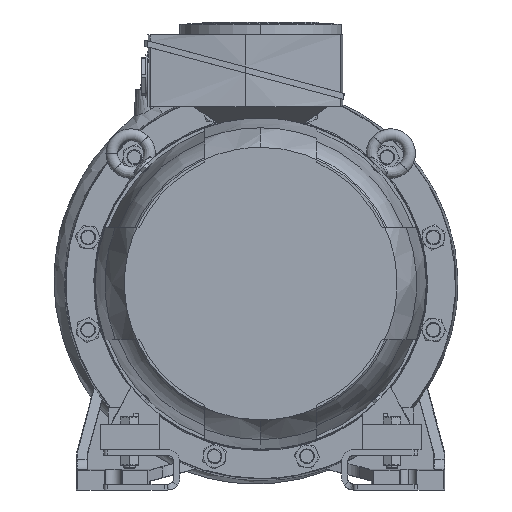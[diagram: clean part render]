
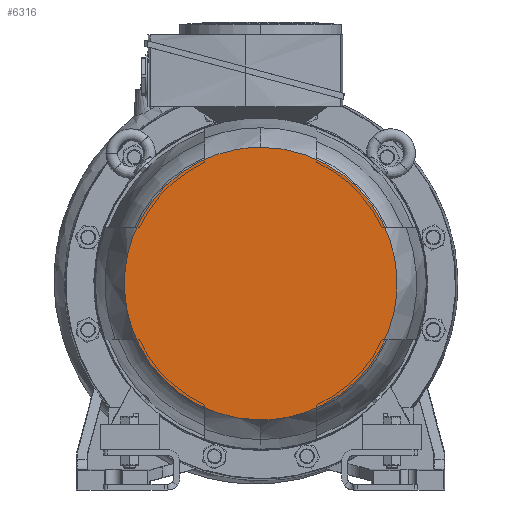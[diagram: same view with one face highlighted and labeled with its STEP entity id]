
A CAD part, left-side view. The second image highlights one B-rep face of the part: STEP entity #6316.
In plain terms, the highlighted planar face has unit normal (-1, 0, 0).
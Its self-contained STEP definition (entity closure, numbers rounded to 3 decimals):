
#6316 = ADVANCED_FACE ( 'NONE', ( #134529 ), #163433, .T. ) ;
#17371 = CARTESIAN_POINT ( 'NONE',  ( -997.798, -185., 185. ) ) ;
#23686 =( BOUNDED_CURVE ( )  B_SPLINE_CURVE ( 2, ( #135412, #177917, #26798, #111822, #149854 ),
 .UNSPECIFIED., .F., .T. ) 
 B_SPLINE_CURVE_WITH_KNOTS ( ( 3, 2, 3 ),
 ( 0., 0.289, 0.578 ),
 .UNSPECIFIED. ) 
 CURVE ( )  GEOMETRIC_REPRESENTATION_ITEM ( )  RATIONAL_B_SPLINE_CURVE ( ( 0.962, 0.68, 0.962, 0.68, 0.962 ) ) 
 REPRESENTATION_ITEM ( '' )  );
#26798 = CARTESIAN_POINT ( 'NONE',  ( -997.798, 185., 0. ) ) ;
#29167 = CARTESIAN_POINT ( 'NONE',  ( -997.798, -185., 0. ) ) ;
#31849 = CARTESIAN_POINT ( 'NONE',  ( -997.798, 0., -185. ) ) ;
#34092 = CARTESIAN_POINT ( 'NONE',  ( -997.798, 0., 185. ) ) ;
#40395 = DIRECTION ( 'NONE',  ( 0., 0., 1. ) ) ;
#53235 = CARTESIAN_POINT ( 'NONE',  ( -997.798, 0., -185. ) ) ;
#54345 = EDGE_CURVE ( 'NONE', #130910, #79274, #70762, .T. ) ;
#59858 = CARTESIAN_POINT ( 'NONE',  ( -997.798, -185., -185. ) ) ;
#70762 =( BOUNDED_CURVE ( )  B_SPLINE_CURVE ( 2, ( #140433, #17371, #29167, #59858, #31849 ),
 .UNSPECIFIED., .F., .F. ) 
 B_SPLINE_CURVE_WITH_KNOTS ( ( 3, 2, 3 ),
 ( 0., 0.289, 0.578 ),
 .UNSPECIFIED. ) 
 CURVE ( )  GEOMETRIC_REPRESENTATION_ITEM ( )  RATIONAL_B_SPLINE_CURVE ( ( 0.962, 0.68, 0.962, 0.68, 0.962 ) ) 
 REPRESENTATION_ITEM ( '' )  );
#79274 = VERTEX_POINT ( 'NONE', #53235 ) ;
#93511 = EDGE_LOOP ( 'NONE', ( #149815, #111389 ) ) ;
#111389 = ORIENTED_EDGE ( 'NONE', *, *, #54345, .F. ) ;
#111822 = CARTESIAN_POINT ( 'NONE',  ( -997.798, 185., 185. ) ) ;
#115815 = EDGE_CURVE ( 'NONE', #79274, #130910, #23686, .T. ) ;
#130910 = VERTEX_POINT ( 'NONE', #34092 ) ;
#134529 = FACE_OUTER_BOUND ( 'NONE', #93511, .T. ) ;
#135412 = CARTESIAN_POINT ( 'NONE',  ( -997.798, 0., -185. ) ) ;
#136297 = CARTESIAN_POINT ( 'NONE',  ( -997.798, -203.5, -203.5 ) ) ;
#140433 = CARTESIAN_POINT ( 'NONE',  ( -997.798, 0., 185. ) ) ;
#149815 = ORIENTED_EDGE ( 'NONE', *, *, #115815, .F. ) ;
#149854 = CARTESIAN_POINT ( 'NONE',  ( -997.798, 0., 185. ) ) ;
#163433 = PLANE ( 'NONE',  #165169 ) ;
#165169 = AXIS2_PLACEMENT_3D ( 'NONE', #136297, #177925, #40395 ) ;
#177917 = CARTESIAN_POINT ( 'NONE',  ( -997.798, 185., -185. ) ) ;
#177925 = DIRECTION ( 'NONE',  ( -1., 0., 0. ) ) ;
